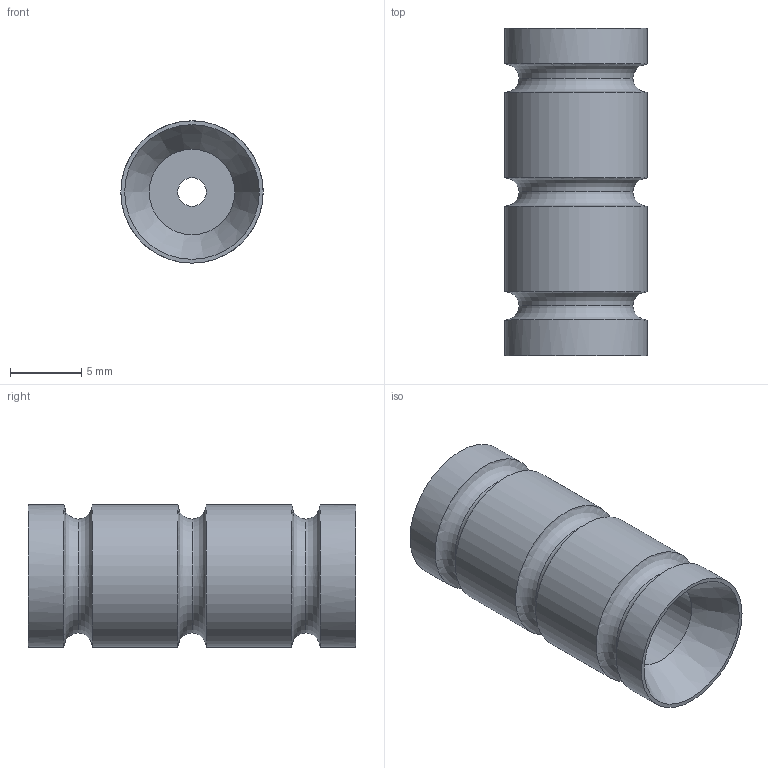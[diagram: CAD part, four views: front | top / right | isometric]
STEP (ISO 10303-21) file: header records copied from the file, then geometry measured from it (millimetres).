
FILE_DESCRIPTION(('FreeCAD Model'),'2;1');
FILE_NAME('Open CASCADE Shape Model','2024-12-12T14:18:40',(''),(''), 'Open CASCADE STEP processor 7.6','FreeCAD','Unknown');
FILE_SCHEMA(('AUTOMOTIVE_DESIGN { 1 0 10303 214 1 1 1 1 }'));
Length unit declared in the file: millimetre
Products named in the file (1): Тіло
Bounding box: 10 x 23 x 10 mm (x, y, z)
Volume: 1012.5 mm3; surface area: 1337.2 mm2
Topology: 1 solids, 1 shells, 16 faces, 29 edges, 16 vertices
Faces by surface type: cylinder 6, revolution 6, plane 3, cone 1
Full cylindrical faces by diameter (mm): 2 x1, 6 x1, 10 x4
Entity records: 1423 total; most frequent: CARTESIAN_POINT 1064, DIRECTION 79, ORIENTED_EDGE 58, AXIS2_PLACEMENT_3D 33, EDGE_CURVE 29, CIRCLE 22, FACE_BOUND 19, EDGE_LOOP 19
